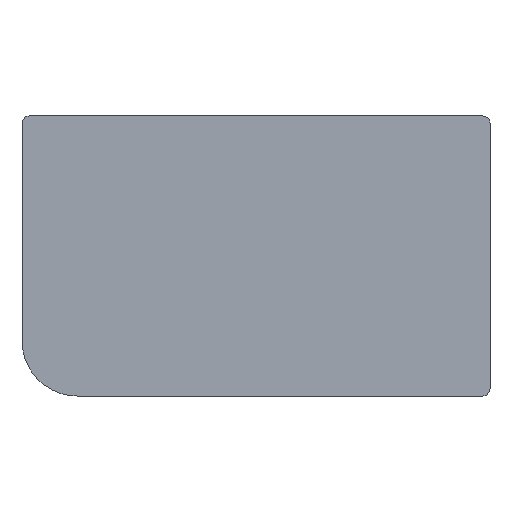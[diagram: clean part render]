
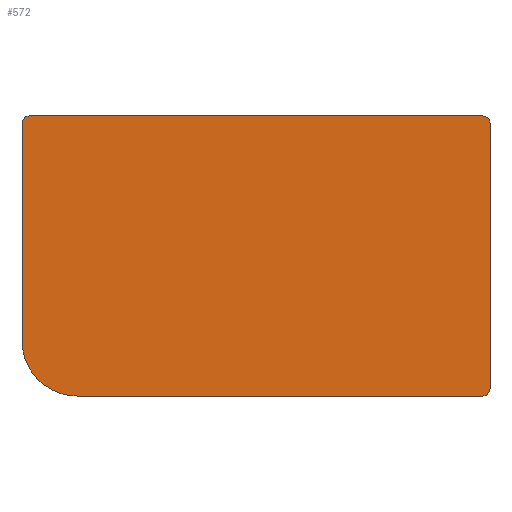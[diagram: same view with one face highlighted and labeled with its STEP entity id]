
A CAD part, front view. The second image highlights one B-rep face of the part: STEP entity #572.
In plain terms, the highlighted free-form (B-spline) face has degree [1, 1] with [2, 2] control points.
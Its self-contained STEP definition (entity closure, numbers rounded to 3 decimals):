
#207 = VERTEX_POINT('',#208);
#208 = CARTESIAN_POINT('',(53.684,0.,30.435));
#213 = EDGE_CURVE('',#207,#214,#216,.T.);
#214 = VERTEX_POINT('',#215);
#215 = CARTESIAN_POINT('',(53.684,0.,-30.435));
#216 = B_SPLINE_CURVE_WITH_KNOTS('',1,(#217,#218),.UNSPECIFIED.,.F.,.F.,
  (2,2),(2.,74.),.PIECEWISE_BEZIER_KNOTS.);
#217 = CARTESIAN_POINT('',(53.684,0.,30.435));
#218 = CARTESIAN_POINT('',(53.684,0.,-30.435));
#243 = VERTEX_POINT('',#244);
#244 = CARTESIAN_POINT('',(51.994,0.,-32.126));
#249 = EDGE_CURVE('',#243,#250,#252,.T.);
#250 = VERTEX_POINT('',#251);
#251 = CARTESIAN_POINT('',(-41.005,0.,-32.126));
#252 = B_SPLINE_CURVE_WITH_KNOTS('',1,(#253,#254),.UNSPECIFIED.,.F.,.F.,
  (2,2),(-125.,-14.998),.PIECEWISE_BEZIER_KNOTS.);
#253 = CARTESIAN_POINT('',(51.994,0.,-32.126));
#254 = CARTESIAN_POINT('',(-41.005,0.,-32.126));
#269 = EDGE_CURVE('',#270,#272,#274,.T.);
#270 = VERTEX_POINT('',#271);
#271 = CARTESIAN_POINT('',(-53.684,0.,-19.447));
#272 = VERTEX_POINT('',#273);
#273 = CARTESIAN_POINT('',(-53.684,0.,30.435));
#274 = B_SPLINE_CURVE_WITH_KNOTS('',1,(#275,#276),.UNSPECIFIED.,.F.,.F.,
  (2,2),(-61.002,-2.),.PIECEWISE_BEZIER_KNOTS.);
#275 = CARTESIAN_POINT('',(-53.684,0.,-19.447));
#276 = CARTESIAN_POINT('',(-53.684,0.,30.435));
#466 = EDGE_CURVE('',#467,#469,#471,.T.);
#467 = VERTEX_POINT('',#468);
#468 = CARTESIAN_POINT('',(-51.994,0.,32.126));
#469 = VERTEX_POINT('',#470);
#470 = CARTESIAN_POINT('',(51.994,0.,32.126));
#471 = B_SPLINE_CURVE_WITH_KNOTS('',1,(#472,#473),.UNSPECIFIED.,.F.,.F.,
  (2,2),(2.,125.),.PIECEWISE_BEZIER_KNOTS.);
#472 = CARTESIAN_POINT('',(-51.994,0.,32.126));
#473 = CARTESIAN_POINT('',(51.994,0.,32.126));
#572 = ADVANCED_FACE('',(#573),#607,.T.);
#573 = FACE_BOUND('',#574,.T.);
#574 = EDGE_LOOP('',(#575,#576,#583,#584,#591,#592,#599,#600));
#575 = ORIENTED_EDGE('',*,*,#213,.F.);
#576 = ORIENTED_EDGE('',*,*,#577,.T.);
#577 = EDGE_CURVE('',#207,#469,#578,.T.);
#578 = ( BOUNDED_CURVE() B_SPLINE_CURVE(3,(#579,#580,#581,#582),
.UNSPECIFIED.,.F.,.F.) B_SPLINE_CURVE_WITH_KNOTS((4,4),(5.498,
7.068),.PIECEWISE_BEZIER_KNOTS.) CURVE() 
GEOMETRIC_REPRESENTATION_ITEM() RATIONAL_B_SPLINE_CURVE((1.,
0.805,0.805,1.)) REPRESENTATION_ITEM('') );
#579 = CARTESIAN_POINT('',(53.684,0.,30.435));
#580 = CARTESIAN_POINT('',(53.684,0.,31.426));
#581 = CARTESIAN_POINT('',(52.984,0.,32.126));
#582 = CARTESIAN_POINT('',(51.994,0.,32.126));
#583 = ORIENTED_EDGE('',*,*,#466,.F.);
#584 = ORIENTED_EDGE('',*,*,#585,.T.);
#585 = EDGE_CURVE('',#467,#272,#586,.T.);
#586 = ( BOUNDED_CURVE() B_SPLINE_CURVE(3,(#587,#588,#589,#590),
.UNSPECIFIED.,.F.,.F.) B_SPLINE_CURVE_WITH_KNOTS((4,4),(5.498,
7.068),.PIECEWISE_BEZIER_KNOTS.) CURVE() 
GEOMETRIC_REPRESENTATION_ITEM() RATIONAL_B_SPLINE_CURVE((1.,
0.805,0.805,1.)) REPRESENTATION_ITEM('') );
#587 = CARTESIAN_POINT('',(-51.994,0.,32.126));
#588 = CARTESIAN_POINT('',(-52.984,0.,32.126));
#589 = CARTESIAN_POINT('',(-53.684,0.,31.426));
#590 = CARTESIAN_POINT('',(-53.684,0.,30.435));
#591 = ORIENTED_EDGE('',*,*,#269,.F.);
#592 = ORIENTED_EDGE('',*,*,#593,.T.);
#593 = EDGE_CURVE('',#270,#250,#594,.T.);
#594 = ( BOUNDED_CURVE() B_SPLINE_CURVE(3,(#595,#596,#597,#598),
.UNSPECIFIED.,.F.,.F.) B_SPLINE_CURVE_WITH_KNOTS((4,4),(5.498,
7.068),.PIECEWISE_BEZIER_KNOTS.) CURVE() 
GEOMETRIC_REPRESENTATION_ITEM() RATIONAL_B_SPLINE_CURVE((1.,
0.805,0.805,1.)) REPRESENTATION_ITEM('') );
#595 = CARTESIAN_POINT('',(-53.684,0.,-19.447));
#596 = CARTESIAN_POINT('',(-53.684,0.,-26.875));
#597 = CARTESIAN_POINT('',(-48.433,0.,-32.126));
#598 = CARTESIAN_POINT('',(-41.005,0.,-32.126));
#599 = ORIENTED_EDGE('',*,*,#249,.F.);
#600 = ORIENTED_EDGE('',*,*,#601,.T.);
#601 = EDGE_CURVE('',#243,#214,#602,.T.);
#602 = ( BOUNDED_CURVE() B_SPLINE_CURVE(3,(#603,#604,#605,#606),
.UNSPECIFIED.,.F.,.F.) B_SPLINE_CURVE_WITH_KNOTS((4,4),(5.498,
7.068),.PIECEWISE_BEZIER_KNOTS.) CURVE() 
GEOMETRIC_REPRESENTATION_ITEM() RATIONAL_B_SPLINE_CURVE((1.,
0.805,0.805,1.)) REPRESENTATION_ITEM('') );
#603 = CARTESIAN_POINT('',(51.994,0.,-32.126));
#604 = CARTESIAN_POINT('',(52.984,0.,-32.126));
#605 = CARTESIAN_POINT('',(53.684,0.,-31.426));
#606 = CARTESIAN_POINT('',(53.684,0.,-30.435));
#607 = B_SPLINE_SURFACE_WITH_KNOTS('',1,1,(
    (#608,#609)
    ,(#610,#611
    )),.UNSPECIFIED.,.F.,.F.,.F.,(2,2),(2,2),(-38.,38.),(-63.5,63.5),
  .PIECEWISE_BEZIER_KNOTS.);
#608 = CARTESIAN_POINT('',(-53.684,0.,32.126));
#609 = CARTESIAN_POINT('',(53.684,0.,32.126));
#610 = CARTESIAN_POINT('',(-53.684,0.,-32.126));
#611 = CARTESIAN_POINT('',(53.684,0.,-32.126));
